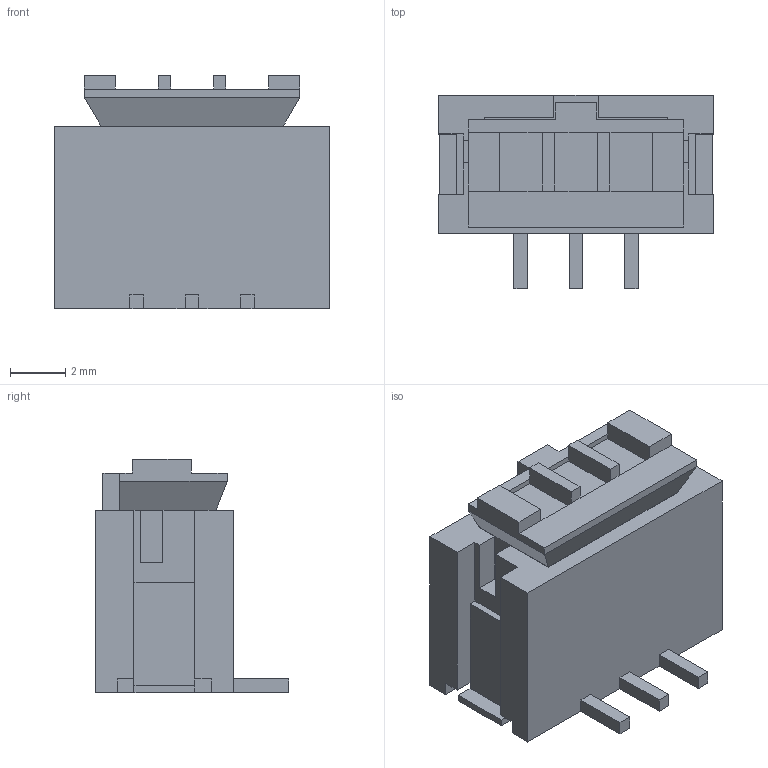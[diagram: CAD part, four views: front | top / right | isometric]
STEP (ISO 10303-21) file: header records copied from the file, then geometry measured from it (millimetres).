
FILE_DESCRIPTION(('FreeCAD Model'),'2;1');
FILE_NAME('B3B-PH-SM4-TB.STEP','2016-04-05T18:06:52',('Author'),(''), 'Open CASCADE STEP processor 6.8','FreeCAD','Unknown');
FILE_SCHEMA(('AUTOMOTIVE_DESIGN_CC2 { 1 2 10303 214 -1 1 5 4 }'));
Length unit declared in the file: millimetre
Products named in the file (1): B3B-PH-SM4-TB
Bounding box: 9.95 x 7 x 8.45 mm (x, y, z)
Volume: 335.1 mm3; surface area: 506.9 mm2
Topology: 1 solids, 4 shells, 149 faces, 401 edges, 260 vertices
Faces by surface type: plane 149
Entity records: 10802 total; most frequent: CARTESIAN_POINT 1613, DIRECTION 1503, LINE 1203, VECTOR 1203, ORIENTED_EDGE 802, PCURVE 802, DEFINITIONAL_REPRESENTATION 802, EDGE_CURVE 401
